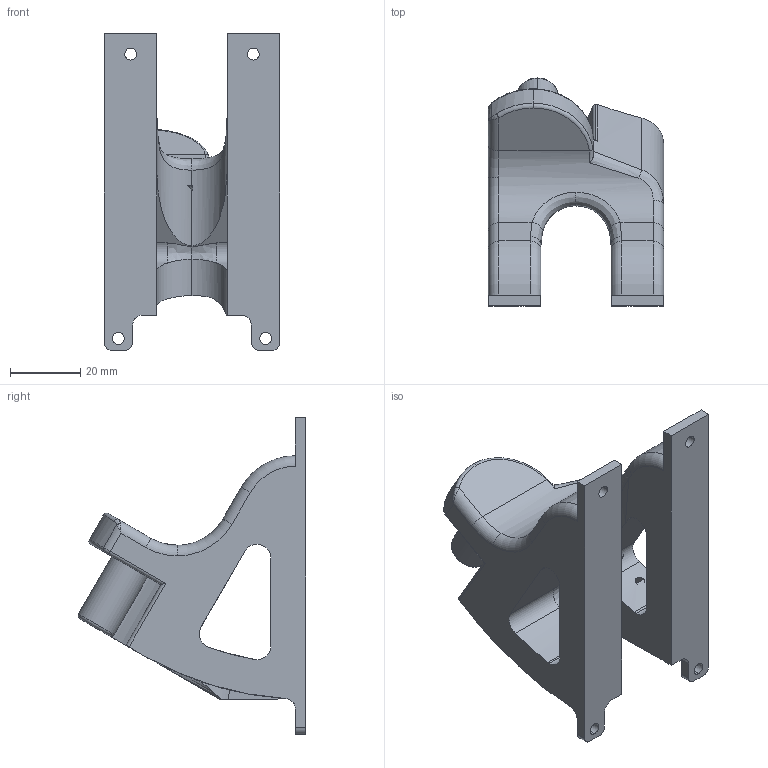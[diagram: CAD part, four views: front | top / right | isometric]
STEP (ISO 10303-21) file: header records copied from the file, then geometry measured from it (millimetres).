
FILE_DESCRIPTION (( 'STEP AP203' ), '1' );
FILE_NAME ('05_rollmount right_30°_v3.step', '2021-01-10T11:57:19', ( '' ), ( '' ), 'SwSTEP 2.0', 'SolidWorks 2020', '' );
FILE_SCHEMA (( 'CONFIG_CONTROL_DESIGN' ));
Length unit declared in the file: millimetre
Products named in the file (1): 05_rollmount right_30起v3
Bounding box: 50 x 65.03 x 90.26 mm (x, y, z)
Volume: 76087.5 mm3; surface area: 20711.3 mm2
Topology: 1 solids, 1 shells, 124 faces, 338 edges, 214 vertices
Faces by surface type: cylinder 57, plane 38, torus 17, bspline 12
Entity records: 4730 total; most frequent: CARTESIAN_POINT 1553, ORIENTED_EDGE 674, DIRECTION 642, EDGE_CURVE 337, AXIS2_PLACEMENT_3D 249, VERTEX_POINT 214, VECTOR 144, LINE 144
